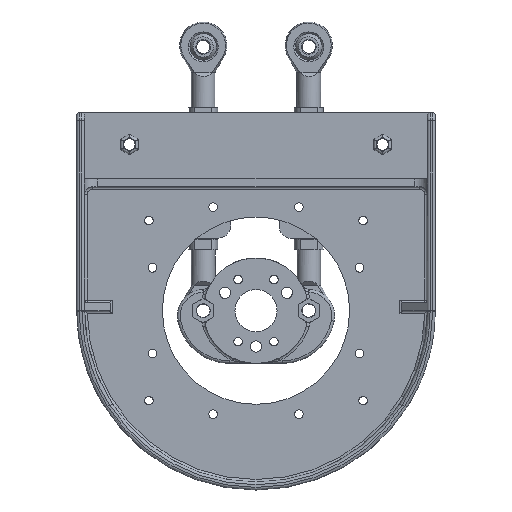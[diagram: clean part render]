
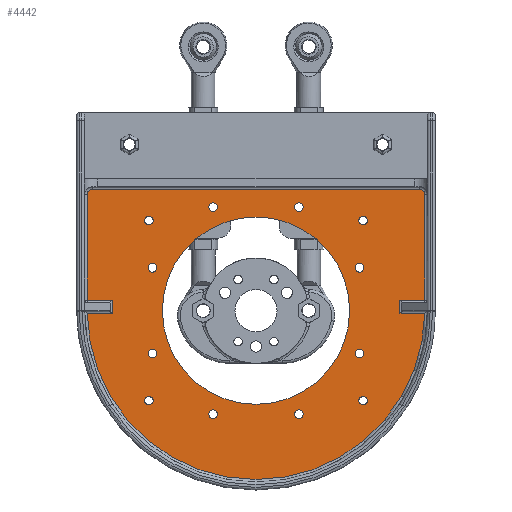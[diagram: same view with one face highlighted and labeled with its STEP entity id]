
A CAD part, front view. The second image highlights one B-rep face of the part: STEP entity #4442.
In plain terms, the highlighted planar face has unit normal (0, -1, 0).
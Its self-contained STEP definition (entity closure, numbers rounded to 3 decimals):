
#134=FACE_BOUND('',#617,.T.);
#135=FACE_BOUND('',#618,.T.);
#136=FACE_BOUND('',#619,.T.);
#137=FACE_BOUND('',#620,.T.);
#138=FACE_BOUND('',#621,.T.);
#139=FACE_BOUND('',#622,.T.);
#140=FACE_BOUND('',#623,.T.);
#141=FACE_BOUND('',#624,.T.);
#142=FACE_BOUND('',#625,.T.);
#143=FACE_BOUND('',#626,.T.);
#144=FACE_BOUND('',#627,.T.);
#145=FACE_BOUND('',#628,.T.);
#146=FACE_BOUND('',#629,.T.);
#208=PLANE('',#4774);
#346=FACE_OUTER_BOUND('',#616,.T.);
#616=EDGE_LOOP('',(#3015,#3016,#3017,#3018,#3019,#3020,#3021,#3022,#3023,
#3024,#3025,#3026));
#617=EDGE_LOOP('',(#3027));
#618=EDGE_LOOP('',(#3028));
#619=EDGE_LOOP('',(#3029));
#620=EDGE_LOOP('',(#3030));
#621=EDGE_LOOP('',(#3031));
#622=EDGE_LOOP('',(#3032));
#623=EDGE_LOOP('',(#3033));
#624=EDGE_LOOP('',(#3034));
#625=EDGE_LOOP('',(#3035));
#626=EDGE_LOOP('',(#3036));
#627=EDGE_LOOP('',(#3037));
#628=EDGE_LOOP('',(#3038));
#629=EDGE_LOOP('',(#3039));
#956=CIRCLE('',#4775,64.);
#957=CIRCLE('',#4776,2.);
#958=CIRCLE('',#4777,2.);
#959=CIRCLE('',#4778,1.6);
#960=CIRCLE('',#4779,1.6);
#961=CIRCLE('',#4780,1.6);
#962=CIRCLE('',#4781,1.6);
#963=CIRCLE('',#4782,1.65);
#964=CIRCLE('',#4783,1.65);
#965=CIRCLE('',#4784,1.65);
#966=CIRCLE('',#4785,1.65);
#967=CIRCLE('',#4786,1.65);
#968=CIRCLE('',#4787,1.65);
#969=CIRCLE('',#4788,1.65);
#970=CIRCLE('',#4789,1.65);
#971=CIRCLE('',#4790,35.5);
#1222=LINE('',#6836,#1547);
#1224=LINE('',#6859,#1549);
#1225=LINE('',#6863,#1550);
#1230=LINE('',#6878,#1555);
#1231=LINE('',#6884,#1556);
#1232=LINE('',#6886,#1557);
#1233=LINE('',#6888,#1558);
#1234=LINE('',#6890,#1559);
#1235=LINE('',#6894,#1560);
#1547=VECTOR('',#5352,10.);
#1549=VECTOR('',#5358,10.);
#1550=VECTOR('',#5363,10.);
#1555=VECTOR('',#5380,10.);
#1556=VECTOR('',#5387,10.);
#1557=VECTOR('',#5388,10.);
#1558=VECTOR('',#5389,10.);
#1559=VECTOR('',#5390,10.);
#1560=VECTOR('',#5393,10.);
#1911=VERTEX_POINT('',#6833);
#1912=VERTEX_POINT('',#6835);
#1915=VERTEX_POINT('',#6842);
#1916=VERTEX_POINT('',#6862);
#1920=VERTEX_POINT('',#6877);
#1921=VERTEX_POINT('',#6881);
#1922=VERTEX_POINT('',#6883);
#1923=VERTEX_POINT('',#6885);
#1924=VERTEX_POINT('',#6887);
#1925=VERTEX_POINT('',#6889);
#1926=VERTEX_POINT('',#6891);
#1927=VERTEX_POINT('',#6893);
#1928=VERTEX_POINT('',#6896);
#1929=VERTEX_POINT('',#6898);
#1930=VERTEX_POINT('',#6900);
#1931=VERTEX_POINT('',#6902);
#1932=VERTEX_POINT('',#6904);
#1933=VERTEX_POINT('',#6906);
#1934=VERTEX_POINT('',#6908);
#1935=VERTEX_POINT('',#6910);
#1936=VERTEX_POINT('',#6912);
#1937=VERTEX_POINT('',#6914);
#1938=VERTEX_POINT('',#6916);
#1939=VERTEX_POINT('',#6918);
#1940=VERTEX_POINT('',#6920);
#2326=EDGE_CURVE('',#1911,#1912,#1222,.T.);
#2330=EDGE_CURVE('',#1915,#1911,#1224,.T.);
#2332=EDGE_CURVE('',#1912,#1916,#1225,.T.);
#2340=EDGE_CURVE('',#1916,#1920,#1230,.T.);
#2342=EDGE_CURVE('',#1921,#1915,#956,.T.);
#2343=EDGE_CURVE('',#1922,#1921,#1231,.T.);
#2344=EDGE_CURVE('',#1923,#1922,#1232,.T.);
#2345=EDGE_CURVE('',#1924,#1923,#1233,.T.);
#2346=EDGE_CURVE('',#1925,#1924,#1234,.T.);
#2347=EDGE_CURVE('',#1926,#1925,#957,.T.);
#2348=EDGE_CURVE('',#1927,#1926,#1235,.T.);
#2349=EDGE_CURVE('',#1920,#1927,#958,.T.);
#2350=EDGE_CURVE('',#1928,#1928,#959,.T.);
#2351=EDGE_CURVE('',#1929,#1929,#960,.T.);
#2352=EDGE_CURVE('',#1930,#1930,#961,.T.);
#2353=EDGE_CURVE('',#1931,#1931,#962,.T.);
#2354=EDGE_CURVE('',#1932,#1932,#963,.T.);
#2355=EDGE_CURVE('',#1933,#1933,#964,.T.);
#2356=EDGE_CURVE('',#1934,#1934,#965,.T.);
#2357=EDGE_CURVE('',#1935,#1935,#966,.T.);
#2358=EDGE_CURVE('',#1936,#1936,#967,.T.);
#2359=EDGE_CURVE('',#1937,#1937,#968,.T.);
#2360=EDGE_CURVE('',#1938,#1938,#969,.T.);
#2361=EDGE_CURVE('',#1939,#1939,#970,.T.);
#2362=EDGE_CURVE('',#1940,#1940,#971,.T.);
#3015=ORIENTED_EDGE('',*,*,#2332,.F.);
#3016=ORIENTED_EDGE('',*,*,#2326,.F.);
#3017=ORIENTED_EDGE('',*,*,#2330,.F.);
#3018=ORIENTED_EDGE('',*,*,#2342,.F.);
#3019=ORIENTED_EDGE('',*,*,#2343,.F.);
#3020=ORIENTED_EDGE('',*,*,#2344,.F.);
#3021=ORIENTED_EDGE('',*,*,#2345,.F.);
#3022=ORIENTED_EDGE('',*,*,#2346,.F.);
#3023=ORIENTED_EDGE('',*,*,#2347,.F.);
#3024=ORIENTED_EDGE('',*,*,#2348,.F.);
#3025=ORIENTED_EDGE('',*,*,#2349,.F.);
#3026=ORIENTED_EDGE('',*,*,#2340,.F.);
#3027=ORIENTED_EDGE('',*,*,#2350,.T.);
#3028=ORIENTED_EDGE('',*,*,#2351,.T.);
#3029=ORIENTED_EDGE('',*,*,#2352,.T.);
#3030=ORIENTED_EDGE('',*,*,#2353,.T.);
#3031=ORIENTED_EDGE('',*,*,#2354,.T.);
#3032=ORIENTED_EDGE('',*,*,#2355,.T.);
#3033=ORIENTED_EDGE('',*,*,#2356,.T.);
#3034=ORIENTED_EDGE('',*,*,#2357,.T.);
#3035=ORIENTED_EDGE('',*,*,#2358,.T.);
#3036=ORIENTED_EDGE('',*,*,#2359,.T.);
#3037=ORIENTED_EDGE('',*,*,#2360,.T.);
#3038=ORIENTED_EDGE('',*,*,#2361,.T.);
#3039=ORIENTED_EDGE('',*,*,#2362,.F.);
#4442=ADVANCED_FACE('',(#346,#134,#135,#136,#137,#138,#139,#140,#141,#142,
#143,#144,#145,#146),#208,.F.);
#4774=AXIS2_PLACEMENT_3D('',#6880,#5383,#5384);
#4775=AXIS2_PLACEMENT_3D('',#6882,#5385,#5386);
#4776=AXIS2_PLACEMENT_3D('',#6892,#5391,#5392);
#4777=AXIS2_PLACEMENT_3D('',#6895,#5394,#5395);
#4778=AXIS2_PLACEMENT_3D('',#6897,#5396,#5397);
#4779=AXIS2_PLACEMENT_3D('',#6899,#5398,#5399);
#4780=AXIS2_PLACEMENT_3D('',#6901,#5400,#5401);
#4781=AXIS2_PLACEMENT_3D('',#6903,#5402,#5403);
#4782=AXIS2_PLACEMENT_3D('',#6905,#5404,#5405);
#4783=AXIS2_PLACEMENT_3D('',#6907,#5406,#5407);
#4784=AXIS2_PLACEMENT_3D('',#6909,#5408,#5409);
#4785=AXIS2_PLACEMENT_3D('',#6911,#5410,#5411);
#4786=AXIS2_PLACEMENT_3D('',#6913,#5412,#5413);
#4787=AXIS2_PLACEMENT_3D('',#6915,#5414,#5415);
#4788=AXIS2_PLACEMENT_3D('',#6917,#5416,#5417);
#4789=AXIS2_PLACEMENT_3D('',#6919,#5418,#5419);
#4790=AXIS2_PLACEMENT_3D('',#6921,#5420,#5421);
#5352=DIRECTION('',(0.,0.,1.));
#5358=DIRECTION('',(1.,0.,0.));
#5363=DIRECTION('',(-1.,0.,0.));
#5380=DIRECTION('',(0.,0.,1.));
#5383=DIRECTION('center_axis',(0.,1.,0.));
#5384=DIRECTION('ref_axis',(-1.,0.,0.));
#5385=DIRECTION('center_axis',(0.,1.,0.));
#5386=DIRECTION('ref_axis',(0.,0.,-1.));
#5387=DIRECTION('',(1.,0.,0.));
#5388=DIRECTION('',(0.,0.,-1.));
#5389=DIRECTION('',(-1.,0.,0.));
#5390=DIRECTION('',(0.,0.,-1.));
#5391=DIRECTION('center_axis',(0.,1.,0.));
#5392=DIRECTION('ref_axis',(0.707,0.,0.707));
#5393=DIRECTION('',(1.,0.,0.));
#5394=DIRECTION('center_axis',(0.,1.,0.));
#5395=DIRECTION('ref_axis',(-0.707,0.,0.707));
#5396=DIRECTION('center_axis',(0.,1.,0.));
#5397=DIRECTION('ref_axis',(-1.,0.,0.));
#5398=DIRECTION('center_axis',(0.,1.,0.));
#5399=DIRECTION('ref_axis',(-1.,0.,0.));
#5400=DIRECTION('center_axis',(0.,1.,0.));
#5401=DIRECTION('ref_axis',(-1.,0.,0.));
#5402=DIRECTION('center_axis',(0.,1.,0.));
#5403=DIRECTION('ref_axis',(-1.,0.,0.));
#5404=DIRECTION('center_axis',(0.,1.,0.));
#5405=DIRECTION('ref_axis',(0.,0.,-1.));
#5406=DIRECTION('center_axis',(0.,1.,0.));
#5407=DIRECTION('ref_axis',(0.,0.,-1.));
#5408=DIRECTION('center_axis',(0.,1.,0.));
#5409=DIRECTION('ref_axis',(0.,0.,-1.));
#5410=DIRECTION('center_axis',(0.,1.,0.));
#5411=DIRECTION('ref_axis',(0.,0.,-1.));
#5412=DIRECTION('center_axis',(0.,1.,0.));
#5413=DIRECTION('ref_axis',(0.,0.,-1.));
#5414=DIRECTION('center_axis',(0.,1.,0.));
#5415=DIRECTION('ref_axis',(0.,0.,-1.));
#5416=DIRECTION('center_axis',(0.,1.,0.));
#5417=DIRECTION('ref_axis',(0.,0.,-1.));
#5418=DIRECTION('center_axis',(0.,1.,0.));
#5419=DIRECTION('ref_axis',(0.,0.,-1.));
#5420=DIRECTION('center_axis',(0.,-1.,0.));
#5421=DIRECTION('ref_axis',(-1.,0.,0.));
#6833=CARTESIAN_POINT('',(-54.586,0.,-236.));
#6835=CARTESIAN_POINT('',(-54.586,0.,-231.));
#6836=CARTESIAN_POINT('',(-54.586,0.,-231.616));
#6842=CARTESIAN_POINT('',(-63.992,0.,-236.));
#6859=CARTESIAN_POINT('',(-30.,0.,-236.));
#6862=CARTESIAN_POINT('',(-64.,0.,-231.));
#6863=CARTESIAN_POINT('',(-30.,0.,-231.));
#6877=CARTESIAN_POINT('',(-64.,0.,-191.));
#6878=CARTESIAN_POINT('',(-64.,0.,-194.116));
#6880=CARTESIAN_POINT('Origin',(0.,0.,-228.232));
#6881=CARTESIAN_POINT('',(63.992,0.,-236.));
#6882=CARTESIAN_POINT('Origin',(0.,0.,-235.));
#6883=CARTESIAN_POINT('',(54.586,0.,-236.));
#6884=CARTESIAN_POINT('',(30.,0.,-236.));
#6885=CARTESIAN_POINT('',(54.586,0.,-231.));
#6886=CARTESIAN_POINT('',(54.586,0.,-231.616));
#6887=CARTESIAN_POINT('',(64.,0.,-231.));
#6888=CARTESIAN_POINT('',(30.,0.,-231.));
#6889=CARTESIAN_POINT('',(64.,0.,-191.));
#6890=CARTESIAN_POINT('',(64.,0.,-194.116));
#6891=CARTESIAN_POINT('',(62.,0.,-189.));
#6892=CARTESIAN_POINT('Origin',(62.,0.,-191.));
#6893=CARTESIAN_POINT('',(-62.,0.,-189.));
#6894=CARTESIAN_POINT('',(-30.732,0.,-189.));
#6895=CARTESIAN_POINT('Origin',(-62.,0.,-191.));
#6896=CARTESIAN_POINT('',(-39.025,0.,-269.125));
#6897=CARTESIAN_POINT('Origin',(-40.625,0.,-269.125));
#6898=CARTESIAN_POINT('',(42.225,0.,-200.875));
#6899=CARTESIAN_POINT('Origin',(40.625,0.,-200.875));
#6900=CARTESIAN_POINT('',(42.225,0.,-269.125));
#6901=CARTESIAN_POINT('Origin',(40.625,0.,-269.125));
#6902=CARTESIAN_POINT('',(-39.025,0.,-200.875));
#6903=CARTESIAN_POINT('Origin',(-40.625,0.,-200.875));
#6904=CARTESIAN_POINT('',(39.265,0.,-249.614));
#6905=CARTESIAN_POINT('Origin',(39.265,0.,-251.264));
#6906=CARTESIAN_POINT('',(-16.264,0.,-272.615));
#6907=CARTESIAN_POINT('Origin',(-16.264,0.,-274.265));
#6908=CARTESIAN_POINT('',(-39.265,0.,-217.086));
#6909=CARTESIAN_POINT('Origin',(-39.265,0.,-218.736));
#6910=CARTESIAN_POINT('',(16.264,0.,-194.085));
#6911=CARTESIAN_POINT('Origin',(16.264,0.,-195.735));
#6912=CARTESIAN_POINT('',(-16.264,0.,-194.085));
#6913=CARTESIAN_POINT('Origin',(-16.264,0.,-195.735));
#6914=CARTESIAN_POINT('',(-39.265,0.,-249.614));
#6915=CARTESIAN_POINT('Origin',(-39.265,0.,-251.264));
#6916=CARTESIAN_POINT('',(16.264,0.,-272.615));
#6917=CARTESIAN_POINT('Origin',(16.264,0.,-274.265));
#6918=CARTESIAN_POINT('',(39.265,0.,-217.086));
#6919=CARTESIAN_POINT('Origin',(39.265,0.,-218.736));
#6920=CARTESIAN_POINT('',(35.5,0.,-235.));
#6921=CARTESIAN_POINT('Origin',(0.,0.,-235.));
